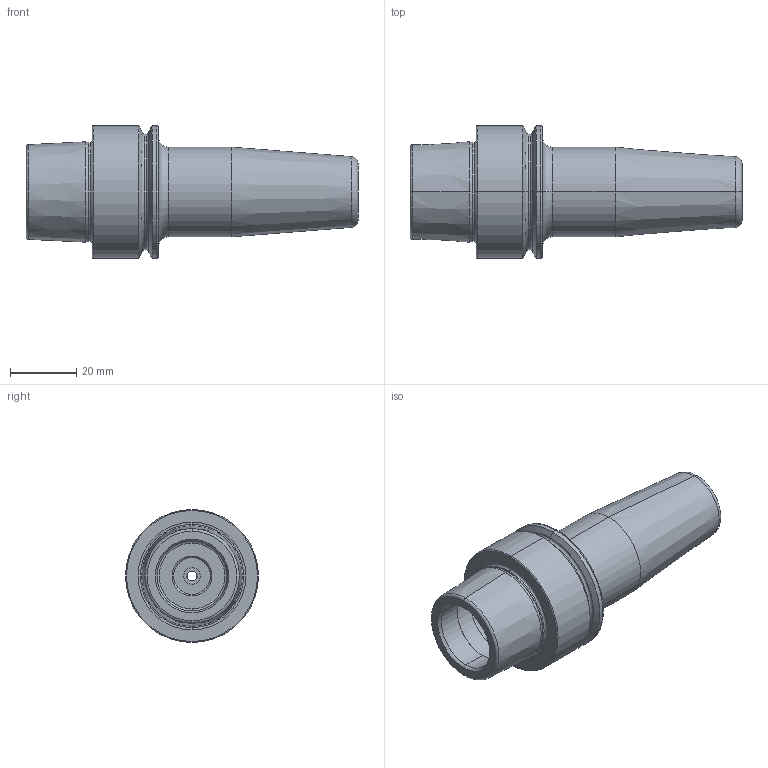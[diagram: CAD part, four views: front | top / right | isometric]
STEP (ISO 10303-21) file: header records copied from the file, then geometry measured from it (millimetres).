
FILE_DESCRIPTION (( 'STEP AP214' ), '1' );
FILE_NAME ('HE4-S08.K01.080.STEP', '2014-10-27T07:42:29', ( 'baer' ), ( 'Hewlett-Packard Company' ), 'SwSTEP 2.0', 'SolidWorks 2012', '' );
FILE_SCHEMA (( 'AUTOMOTIVE_DESIGN' ));
Length unit declared in the file: millimetre
Products named in the file (3): ERU-AN2.K01.016_A; HE4-S08.K01.080_B_Fertigbearbeitung; HE4-S08.K01.080
Assembly tree (2 placements, depth 2):
  HE4-S08.K01.080
    HE4-S08.K01.080_B_Fertigbearbeitung
    ERU-AN2.K01.016_A
Bounding box: 99.9 x 40 x 40 mm (x, y, z)
Volume: 53438.5 mm3; surface area: 15600.1 mm2
Topology: 2 solids, 2 shells, 131 faces, 280 edges, 160 vertices
Faces by surface type: plane 43, cylinder 32, torus 30, cone 26
Entity records: 4055 total; most frequent: DIRECTION 706, CARTESIAN_POINT 576, ORIENTED_EDGE 560, AXIS2_PLACEMENT_3D 290, EDGE_CURVE 280, VERTEX_POINT 160, CIRCLE 154, EDGE_LOOP 142
